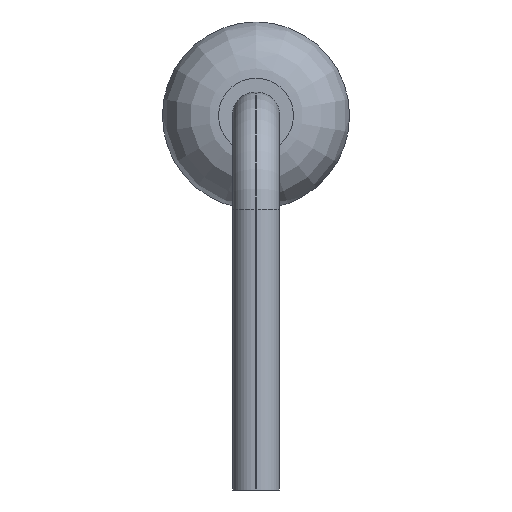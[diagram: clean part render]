
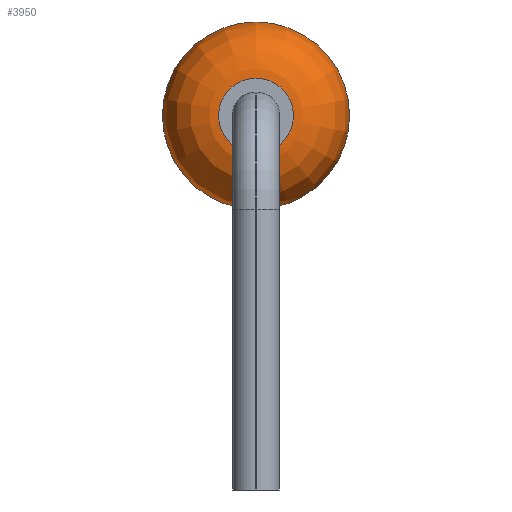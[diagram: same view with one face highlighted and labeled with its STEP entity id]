
A CAD part, left-side view. The second image highlights one B-rep face of the part: STEP entity #3950.
In plain terms, the highlighted face is a revolution surface.
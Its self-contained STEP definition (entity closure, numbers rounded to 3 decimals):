
#3880 = CYLINDRICAL_SURFACE('',#3881,1.);
#3881 = AXIS2_PLACEMENT_3D('',#3882,#3883,#3884);
#3882 = CARTESIAN_POINT('',(-1.4,0.,0.));
#3883 = DIRECTION('',(1.,0.,0.));
#3884 = DIRECTION('',(0.,0.,1.));
#3896 = VERTEX_POINT('',#3897);
#3897 = CARTESIAN_POINT('',(-1.4,0.,1.));
#3918 = EDGE_CURVE('',#3896,#3896,#3919,.T.);
#3919 = SURFACE_CURVE('',#3920,(#3925,#3932),.PCURVE_S1.);
#3920 = CIRCLE('',#3921,1.);
#3921 = AXIS2_PLACEMENT_3D('',#3922,#3923,#3924);
#3922 = CARTESIAN_POINT('',(-1.4,0.,0.));
#3923 = DIRECTION('',(1.,0.,-0.));
#3924 = DIRECTION('',(0.,0.,1.));
#3925 = PCURVE('',#3880,#3926);
#3926 = DEFINITIONAL_REPRESENTATION('',(#3927),#3931);
#3927 = LINE('',#3928,#3929);
#3928 = CARTESIAN_POINT('',(0.,0.));
#3929 = VECTOR('',#3930,1.);
#3930 = DIRECTION('',(1.,0.));
#3931 = ( GEOMETRIC_REPRESENTATION_CONTEXT(2) 
PARAMETRIC_REPRESENTATION_CONTEXT() REPRESENTATION_CONTEXT('2D SPACE',''
  ) );
#3932 = PCURVE('',#3933,#3942);
#3933 = SURFACE_OF_REVOLUTION('',#3934,#3939);
#3934 = CIRCLE('',#3935,0.6);
#3935 = AXIS2_PLACEMENT_3D('',#3936,#3937,#3938);
#3936 = CARTESIAN_POINT('',(-1.4,0.,0.4));
#3937 = DIRECTION('',(0.,-1.,0.));
#3938 = DIRECTION('',(1.,0.,0.));
#3939 = AXIS1_PLACEMENT('',#3940,#3941);
#3940 = CARTESIAN_POINT('',(0.,0.,0.));
#3941 = DIRECTION('',(1.,0.,0.));
#3942 = DEFINITIONAL_REPRESENTATION('',(#3943),#3947);
#3943 = LINE('',#3944,#3945);
#3944 = CARTESIAN_POINT('',(0.,1.571));
#3945 = VECTOR('',#3946,1.);
#3946 = DIRECTION('',(1.,0.));
#3947 = ( GEOMETRIC_REPRESENTATION_CONTEXT(2) 
PARAMETRIC_REPRESENTATION_CONTEXT() REPRESENTATION_CONTEXT('2D SPACE',''
  ) );
#3950 = ADVANCED_FACE('',(#3951),#3933,.F.);
#3951 = FACE_BOUND('',#3952,.F.);
#3952 = EDGE_LOOP('',(#3953,#3954,#3978,#4005));
#3953 = ORIENTED_EDGE('',*,*,#3918,.T.);
#3954 = ORIENTED_EDGE('',*,*,#3955,.T.);
#3955 = EDGE_CURVE('',#3896,#3956,#3958,.T.);
#3956 = VERTEX_POINT('',#3957);
#3957 = CARTESIAN_POINT('',(-2.,0.,0.4));
#3958 = SEAM_CURVE('',#3959,(#3964,#3971),.PCURVE_S1.);
#3959 = CIRCLE('',#3960,0.6);
#3960 = AXIS2_PLACEMENT_3D('',#3961,#3962,#3963);
#3961 = CARTESIAN_POINT('',(-1.4,0.,0.4));
#3962 = DIRECTION('',(0.,-1.,0.));
#3963 = DIRECTION('',(1.,0.,0.));
#3964 = PCURVE('',#3933,#3965);
#3965 = DEFINITIONAL_REPRESENTATION('',(#3966),#3970);
#3966 = LINE('',#3967,#3968);
#3967 = CARTESIAN_POINT('',(0.,0.));
#3968 = VECTOR('',#3969,1.);
#3969 = DIRECTION('',(0.,1.));
#3970 = ( GEOMETRIC_REPRESENTATION_CONTEXT(2) 
PARAMETRIC_REPRESENTATION_CONTEXT() REPRESENTATION_CONTEXT('2D SPACE',''
  ) );
#3971 = PCURVE('',#3933,#3972);
#3972 = DEFINITIONAL_REPRESENTATION('',(#3973),#3977);
#3973 = LINE('',#3974,#3975);
#3974 = CARTESIAN_POINT('',(6.283,0.));
#3975 = VECTOR('',#3976,1.);
#3976 = DIRECTION('',(0.,1.));
#3977 = ( GEOMETRIC_REPRESENTATION_CONTEXT(2) 
PARAMETRIC_REPRESENTATION_CONTEXT() REPRESENTATION_CONTEXT('2D SPACE',''
  ) );
#3978 = ORIENTED_EDGE('',*,*,#3979,.F.);
#3979 = EDGE_CURVE('',#3956,#3956,#3980,.T.);
#3980 = SURFACE_CURVE('',#3981,(#3986,#3993),.PCURVE_S1.);
#3981 = CIRCLE('',#3982,0.4);
#3982 = AXIS2_PLACEMENT_3D('',#3983,#3984,#3985);
#3983 = CARTESIAN_POINT('',(-2.,0.,0.));
#3984 = DIRECTION('',(1.,0.,-0.));
#3985 = DIRECTION('',(0.,0.,1.));
#3986 = PCURVE('',#3933,#3987);
#3987 = DEFINITIONAL_REPRESENTATION('',(#3988),#3992);
#3988 = LINE('',#3989,#3990);
#3989 = CARTESIAN_POINT('',(0.,3.142));
#3990 = VECTOR('',#3991,1.);
#3991 = DIRECTION('',(1.,0.));
#3992 = ( GEOMETRIC_REPRESENTATION_CONTEXT(2) 
PARAMETRIC_REPRESENTATION_CONTEXT() REPRESENTATION_CONTEXT('2D SPACE',''
  ) );
#3993 = PCURVE('',#3994,#3999);
#3994 = PLANE('',#3995);
#3995 = AXIS2_PLACEMENT_3D('',#3996,#3997,#3998);
#3996 = CARTESIAN_POINT('',(-2.,0.,0.));
#3997 = DIRECTION('',(1.,0.,0.));
#3998 = DIRECTION('',(0.,0.,1.));
#3999 = DEFINITIONAL_REPRESENTATION('',(#4000),#4004);
#4000 = CIRCLE('',#4001,0.4);
#4001 = AXIS2_PLACEMENT_2D('',#4002,#4003);
#4002 = CARTESIAN_POINT('',(0.,0.));
#4003 = DIRECTION('',(1.,0.));
#4004 = ( GEOMETRIC_REPRESENTATION_CONTEXT(2) 
PARAMETRIC_REPRESENTATION_CONTEXT() REPRESENTATION_CONTEXT('2D SPACE',''
  ) );
#4005 = ORIENTED_EDGE('',*,*,#3955,.F.);
